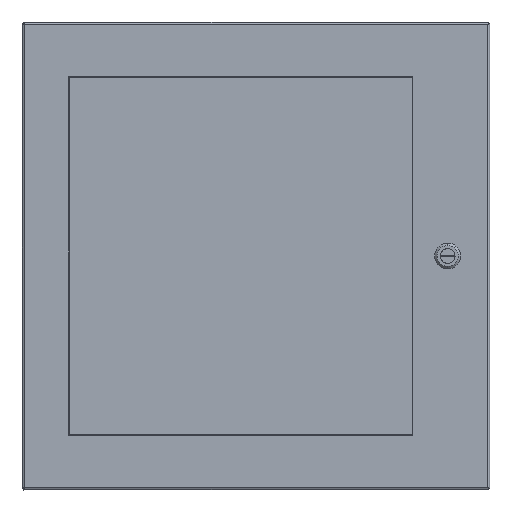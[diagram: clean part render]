
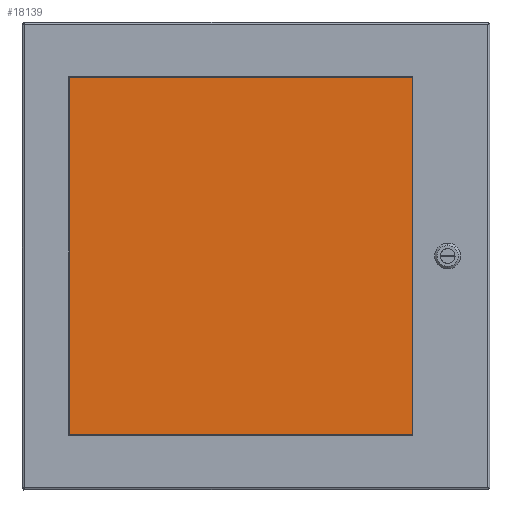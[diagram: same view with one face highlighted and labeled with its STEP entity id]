
A CAD part, front view. The second image highlights one B-rep face of the part: STEP entity #18139.
In plain terms, the highlighted planar face has unit normal (0, -1, 0).
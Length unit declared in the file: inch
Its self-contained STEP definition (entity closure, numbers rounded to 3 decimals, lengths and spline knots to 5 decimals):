
#556 = EDGE_CURVE ( 'NONE', #34947, #32160, #16784, .T. ) ;
#3178 = LINE ( 'NONE', #23471, #4772 ) ;
#3359 = DIRECTION ( 'NONE',  ( 0., 0., 1. ) ) ;
#3409 = VECTOR ( 'NONE', #29910, 39.37008 ) ;
#4756 = PLANE ( 'NONE',  #32531 ) ;
#4772 = VECTOR ( 'NONE', #3359, 39.37008 ) ;
#5900 = EDGE_CURVE ( 'NONE', #32160, #8392, #20105, .T. ) ;
#7648 = DIRECTION ( 'NONE',  ( 0., -1., 0. ) ) ;
#8392 = VERTEX_POINT ( 'NONE', #26808 ) ;
#9286 = VECTOR ( 'NONE', #37705, 39.37008 ) ;
#11043 = DIRECTION ( 'NONE',  ( -1., 0., 0. ) ) ;
#11283 = CARTESIAN_POINT ( 'NONE',  ( 6.683, -8.765, 7.6465 ) ) ;
#12141 = CARTESIAN_POINT ( 'NONE',  ( 6.683, -8.765, -7.6475 ) ) ;
#13022 = VERTEX_POINT ( 'NONE', #15919 ) ;
#13731 = CARTESIAN_POINT ( 'NONE',  ( -7.986, -8.765, -7.6475 ) ) ;
#14216 = FACE_OUTER_BOUND ( 'NONE', #22477, .T. ) ;
#15162 = CARTESIAN_POINT ( 'NONE',  ( 6.683, -8.765, -7.6475 ) ) ;
#15919 = CARTESIAN_POINT ( 'NONE',  ( -7.986, -8.765, 7.6465 ) ) ;
#16784 = LINE ( 'NONE', #12141, #3409 ) ;
#18139 = ADVANCED_FACE ( 'NONE', ( #14216 ), #4756, .T. ) ;
#18302 = EDGE_CURVE ( 'NONE', #8392, #13022, #3178, .T. ) ;
#20105 = LINE ( 'NONE', #13731, #20582 ) ;
#20582 = VECTOR ( 'NONE', #11043, 39.37008 ) ;
#22477 = EDGE_LOOP ( 'NONE', ( #28941, #32356, #36084, #29500 ) ) ;
#22902 = DIRECTION ( 'NONE',  ( -1., 0., 0. ) ) ;
#23471 = CARTESIAN_POINT ( 'NONE',  ( -7.986, -8.765, 7.6465 ) ) ;
#25300 = CARTESIAN_POINT ( 'NONE',  ( 6.683, -8.765, 7.6465 ) ) ;
#25375 = EDGE_CURVE ( 'NONE', #13022, #34947, #32090, .T. ) ;
#26808 = CARTESIAN_POINT ( 'NONE',  ( -7.986, -8.765, -7.6475 ) ) ;
#28941 = ORIENTED_EDGE ( 'NONE', *, *, #556, .F. ) ;
#29500 = ORIENTED_EDGE ( 'NONE', *, *, #5900, .F. ) ;
#29910 = DIRECTION ( 'NONE',  ( 0., 0., -1. ) ) ;
#32090 = LINE ( 'NONE', #25300, #9286 ) ;
#32160 = VERTEX_POINT ( 'NONE', #15162 ) ;
#32356 = ORIENTED_EDGE ( 'NONE', *, *, #25375, .F. ) ;
#32531 = AXIS2_PLACEMENT_3D ( 'NONE', #37423, #7648, #22902 ) ;
#34947 = VERTEX_POINT ( 'NONE', #11283 ) ;
#36084 = ORIENTED_EDGE ( 'NONE', *, *, #18302, .F. ) ;
#37423 = CARTESIAN_POINT ( 'NONE',  ( 7.0675, -8.765, 8.031 ) ) ;
#37705 = DIRECTION ( 'NONE',  ( 1., 0., 0. ) ) ;
